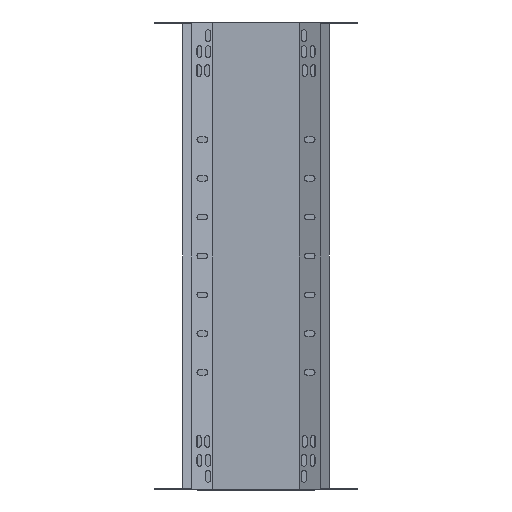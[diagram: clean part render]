
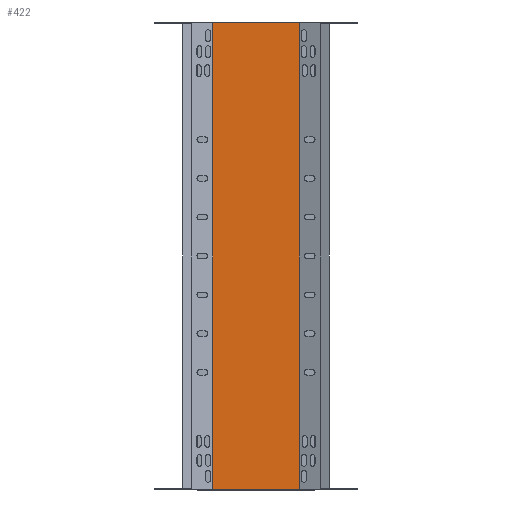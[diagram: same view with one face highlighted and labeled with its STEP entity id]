
A CAD part, front view. The second image highlights one B-rep face of the part: STEP entity #422.
In plain terms, the highlighted planar face has unit normal (0, -1, 0).
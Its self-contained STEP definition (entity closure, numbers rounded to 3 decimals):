
#121 = PLANE ( 'NONE',  #7280 ) ;
#353 = CARTESIAN_POINT ( 'NONE',  ( -56.881, -101., -300.8 ) ) ;
#422 = ADVANCED_FACE ( 'NONE', ( #2054 ), #121, .T. ) ;
#654 = CARTESIAN_POINT ( 'NONE',  ( -55.75, -101., -299. ) ) ;
#874 = EDGE_CURVE ( 'NONE', #5396, #1296, #6035, .T. ) ;
#1161 = DIRECTION ( 'NONE',  ( 1., 0., 0. ) ) ;
#1296 = VERTEX_POINT ( 'NONE', #5278 ) ;
#1507 = DIRECTION ( 'NONE',  ( -1., 0., 0. ) ) ;
#1871 = ORIENTED_EDGE ( 'NONE', *, *, #8170, .F. ) ;
#2054 = FACE_OUTER_BOUND ( 'NONE', #6265, .T. ) ;
#2224 = DIRECTION ( 'NONE',  ( 0., 0., 1. ) ) ;
#2482 = DIRECTION ( 'NONE',  ( -1., 0., 0. ) ) ;
#2642 = ORIENTED_EDGE ( 'NONE', *, *, #9488, .T. ) ;
#3066 = VECTOR ( 'NONE', #2224, 1000. ) ;
#3180 = VECTOR ( 'NONE', #4161, 1000. ) ;
#3694 = VECTOR ( 'NONE', #1161, 1000. ) ;
#3882 = VECTOR ( 'NONE', #1507, 1000. ) ;
#4161 = DIRECTION ( 'NONE',  ( 0., 0., 1. ) ) ;
#4655 = ORIENTED_EDGE ( 'NONE', *, *, #7532, .T. ) ;
#5278 = CARTESIAN_POINT ( 'NONE',  ( -55.75, -101., 300.8 ) ) ;
#5295 = LINE ( 'NONE', #8216, #3180 ) ;
#5396 = VERTEX_POINT ( 'NONE', #10346 ) ;
#5717 = CARTESIAN_POINT ( 'NONE',  ( 55.75, -101., -300.8 ) ) ;
#6035 = LINE ( 'NONE', #8679, #3882 ) ;
#6265 = EDGE_LOOP ( 'NONE', ( #1871, #4655, #2642, #7601 ) ) ;
#7280 = AXIS2_PLACEMENT_3D ( 'NONE', #8908, #7281, #2482 ) ;
#7281 = DIRECTION ( 'NONE',  ( 0., -1., 0. ) ) ;
#7532 = EDGE_CURVE ( 'NONE', #9111, #7960, #8271, .T. ) ;
#7601 = ORIENTED_EDGE ( 'NONE', *, *, #874, .T. ) ;
#7960 = VERTEX_POINT ( 'NONE', #5717 ) ;
#8170 = EDGE_CURVE ( 'NONE', #9111, #1296, #9543, .T. ) ;
#8216 = CARTESIAN_POINT ( 'NONE',  ( 55.75, -101., -299. ) ) ;
#8271 = LINE ( 'NONE', #353, #3694 ) ;
#8679 = CARTESIAN_POINT ( 'NONE',  ( 56.881, -101., 300.8 ) ) ;
#8908 = CARTESIAN_POINT ( 'NONE',  ( -55.75, -101., -299. ) ) ;
#9111 = VERTEX_POINT ( 'NONE', #10170 ) ;
#9488 = EDGE_CURVE ( 'NONE', #7960, #5396, #5295, .T. ) ;
#9543 = LINE ( 'NONE', #654, #3066 ) ;
#10170 = CARTESIAN_POINT ( 'NONE',  ( -55.75, -101., -300.8 ) ) ;
#10346 = CARTESIAN_POINT ( 'NONE',  ( 55.75, -101., 300.8 ) ) ;
